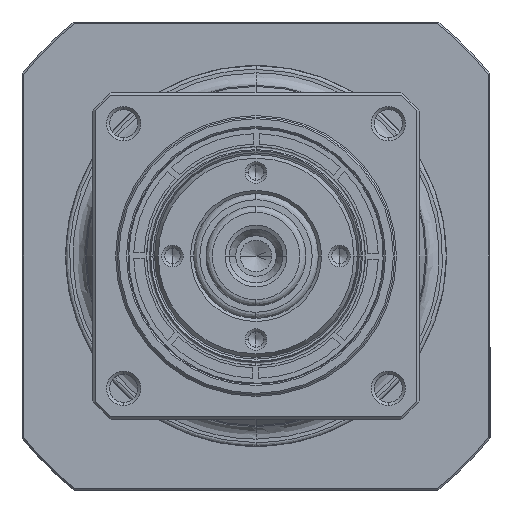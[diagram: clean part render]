
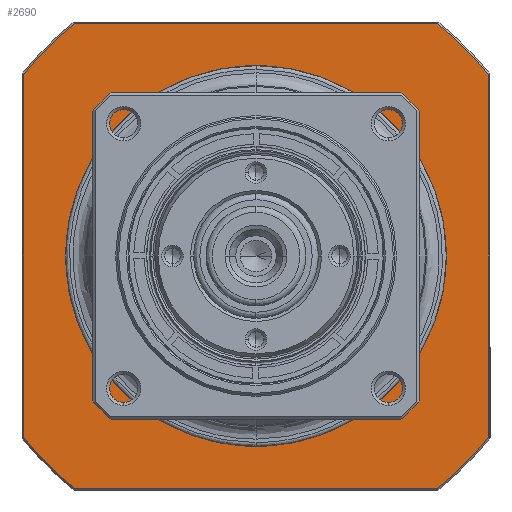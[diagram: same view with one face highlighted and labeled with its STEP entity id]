
A CAD part, left-side view. The second image highlights one B-rep face of the part: STEP entity #2690.
In plain terms, the highlighted face is planar.
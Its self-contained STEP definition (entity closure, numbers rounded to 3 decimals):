
#754 = LINE ( 'NONE', #2776, #12517 ) ;
#801 = VERTEX_POINT ( 'NONE', #7395 ) ;
#894 = EDGE_CURVE ( 'NONE', #2822, #24100, #754, .T. ) ;
#937 = ORIENTED_EDGE ( 'NONE', *, *, #15852, .T. ) ;
#1048 = DIRECTION ( 'NONE',  ( 0., -1., 0. ) ) ;
#1061 = CARTESIAN_POINT ( 'NONE',  ( 0., 0., 50.5 ) ) ;
#1458 = CARTESIAN_POINT ( 'NONE',  ( 0., 0., 0. ) ) ;
#1608 = AXIS2_PLACEMENT_3D ( 'NONE', #6678, #2939, #22861 ) ;
#1765 = VERTEX_POINT ( 'NONE', #3028 ) ;
#1868 = CARTESIAN_POINT ( 'NONE',  ( 0., 0., 0. ) ) ;
#1879 = CARTESIAN_POINT ( 'NONE',  ( 0., 0., 0. ) ) ;
#2690 = ADVANCED_FACE ( 'NONE', ( #25458, #11845 ), #7868, .F. ) ;
#2776 = CARTESIAN_POINT ( 'NONE',  ( 74.5, 0., 0. ) ) ;
#2822 = VERTEX_POINT ( 'NONE', #18048 ) ;
#2854 = DIRECTION ( 'NONE',  ( 0., 0., 1. ) ) ;
#2939 = DIRECTION ( 'NONE',  ( 0., -1., 0. ) ) ;
#3028 = CARTESIAN_POINT ( 'NONE',  ( 58.138, 0., 74.5 ) ) ;
#3080 = CARTESIAN_POINT ( 'NONE',  ( -74.5, 0., 0. ) ) ;
#3826 = ORIENTED_EDGE ( 'NONE', *, *, #14087, .T. ) ;
#3855 = DIRECTION ( 'NONE',  ( 0., 1., 0. ) ) ;
#3949 = EDGE_CURVE ( 'NONE', #11666, #24750, #4351, .T. ) ;
#3961 = DIRECTION ( 'NONE',  ( 0., 1., 0. ) ) ;
#4108 = CARTESIAN_POINT ( 'NONE',  ( 0., 0., 74.5 ) ) ;
#4118 = ORIENTED_EDGE ( 'NONE', *, *, #17610, .T. ) ;
#4127 = CIRCLE ( 'NONE', #6139, 94.5 ) ;
#4135 = CARTESIAN_POINT ( 'NONE',  ( 0., 0., -50.5 ) ) ;
#4214 = ORIENTED_EDGE ( 'NONE', *, *, #7109, .T. ) ;
#4351 = LINE ( 'NONE', #3080, #9016 ) ;
#4895 = CARTESIAN_POINT ( 'NONE',  ( 0., 0., 0. ) ) ;
#5031 = ORIENTED_EDGE ( 'NONE', *, *, #17917, .T. ) ;
#5179 = EDGE_CURVE ( 'NONE', #1765, #801, #14619, .T. ) ;
#5206 = EDGE_CURVE ( 'NONE', #10013, #16413, #24204, .T. ) ;
#5278 = DIRECTION ( 'NONE',  ( 0., -1., 0. ) ) ;
#6139 = AXIS2_PLACEMENT_3D ( 'NONE', #14752, #1048, #2854 ) ;
#6472 = CIRCLE ( 'NONE', #11244, 94.5 ) ;
#6630 = ORIENTED_EDGE ( 'NONE', *, *, #894, .T. ) ;
#6678 = CARTESIAN_POINT ( 'NONE',  ( 0., 0., 0. ) ) ;
#6773 = DIRECTION ( 'NONE',  ( 0., 0., 1. ) ) ;
#6884 = DIRECTION ( 'NONE',  ( 0., 0., 1. ) ) ;
#6942 = DIRECTION ( 'NONE',  ( 0., 0., 1. ) ) ;
#7109 = EDGE_CURVE ( 'NONE', #801, #11666, #12421, .T. ) ;
#7241 = DIRECTION ( 'NONE',  ( 0., 0., -1. ) ) ;
#7395 = CARTESIAN_POINT ( 'NONE',  ( -58.138, 0., 74.5 ) ) ;
#7754 = EDGE_LOOP ( 'NONE', ( #937, #18730 ) ) ;
#7868 = PLANE ( 'NONE',  #8541 ) ;
#8194 = DIRECTION ( 'NONE',  ( 1., 0., 0. ) ) ;
#8541 = AXIS2_PLACEMENT_3D ( 'NONE', #1879, #3961, #17892 ) ;
#9016 = VECTOR ( 'NONE', #7241, 1000. ) ;
#10013 = VERTEX_POINT ( 'NONE', #13680 ) ;
#10281 = VECTOR ( 'NONE', #8194, 1000. ) ;
#11244 = AXIS2_PLACEMENT_3D ( 'NONE', #12955, #22695, #6942 ) ;
#11329 = ORIENTED_EDGE ( 'NONE', *, *, #5206, .T. ) ;
#11666 = VERTEX_POINT ( 'NONE', #23257 ) ;
#11845 = FACE_BOUND ( 'NONE', #7754, .T. ) ;
#12117 = AXIS2_PLACEMENT_3D ( 'NONE', #1458, #5278, #23097 ) ;
#12225 = EDGE_LOOP ( 'NONE', ( #3826, #6630, #5031, #23202, #4214, #19802, #4118, #11329 ) ) ;
#12378 = CARTESIAN_POINT ( 'NONE',  ( 74.5, 0., 58.138 ) ) ;
#12394 = CIRCLE ( 'NONE', #14415, 50.5 ) ;
#12421 = CIRCLE ( 'NONE', #12117, 94.5 ) ;
#12517 = VECTOR ( 'NONE', #6773, 1000. ) ;
#12955 = CARTESIAN_POINT ( 'NONE',  ( 0., 0., 0. ) ) ;
#13680 = CARTESIAN_POINT ( 'NONE',  ( -58.138, 0., -74.5 ) ) ;
#14087 = EDGE_CURVE ( 'NONE', #16413, #2822, #4127, .T. ) ;
#14293 = CIRCLE ( 'NONE', #23998, 50.5 ) ;
#14415 = AXIS2_PLACEMENT_3D ( 'NONE', #1868, #3855, #17711 ) ;
#14619 = LINE ( 'NONE', #4108, #15545 ) ;
#14752 = CARTESIAN_POINT ( 'NONE',  ( 0., 0., 0. ) ) ;
#15008 = VERTEX_POINT ( 'NONE', #4135 ) ;
#15545 = VECTOR ( 'NONE', #16057, 1000. ) ;
#15852 = EDGE_CURVE ( 'NONE', #15008, #22429, #14293, .T. ) ;
#16057 = DIRECTION ( 'NONE',  ( -1., 0., 0. ) ) ;
#16413 = VERTEX_POINT ( 'NONE', #16794 ) ;
#16794 = CARTESIAN_POINT ( 'NONE',  ( 58.138, 0., -74.5 ) ) ;
#17273 = EDGE_CURVE ( 'NONE', #22429, #15008, #12394, .T. ) ;
#17610 = EDGE_CURVE ( 'NONE', #24750, #10013, #6472, .T. ) ;
#17711 = DIRECTION ( 'NONE',  ( 0., 0., 1. ) ) ;
#17892 = DIRECTION ( 'NONE',  ( 0., 0., 1. ) ) ;
#17917 = EDGE_CURVE ( 'NONE', #24100, #1765, #25386, .T. ) ;
#18048 = CARTESIAN_POINT ( 'NONE',  ( 74.5, 0., -58.138 ) ) ;
#18120 = CARTESIAN_POINT ( 'NONE',  ( 0., 0., -74.5 ) ) ;
#18723 = DIRECTION ( 'NONE',  ( 0., 1., 0. ) ) ;
#18730 = ORIENTED_EDGE ( 'NONE', *, *, #17273, .T. ) ;
#19802 = ORIENTED_EDGE ( 'NONE', *, *, #3949, .T. ) ;
#20448 = CARTESIAN_POINT ( 'NONE',  ( -74.5, 0., -58.138 ) ) ;
#22429 = VERTEX_POINT ( 'NONE', #1061 ) ;
#22695 = DIRECTION ( 'NONE',  ( 0., -1., 0. ) ) ;
#22861 = DIRECTION ( 'NONE',  ( 0., 0., 1. ) ) ;
#23097 = DIRECTION ( 'NONE',  ( 0., 0., 1. ) ) ;
#23202 = ORIENTED_EDGE ( 'NONE', *, *, #5179, .T. ) ;
#23257 = CARTESIAN_POINT ( 'NONE',  ( -74.5, 0., 58.138 ) ) ;
#23998 = AXIS2_PLACEMENT_3D ( 'NONE', #4895, #18723, #6884 ) ;
#24100 = VERTEX_POINT ( 'NONE', #12378 ) ;
#24204 = LINE ( 'NONE', #18120, #10281 ) ;
#24750 = VERTEX_POINT ( 'NONE', #20448 ) ;
#25386 = CIRCLE ( 'NONE', #1608, 94.5 ) ;
#25458 = FACE_OUTER_BOUND ( 'NONE', #12225, .T. ) ;
